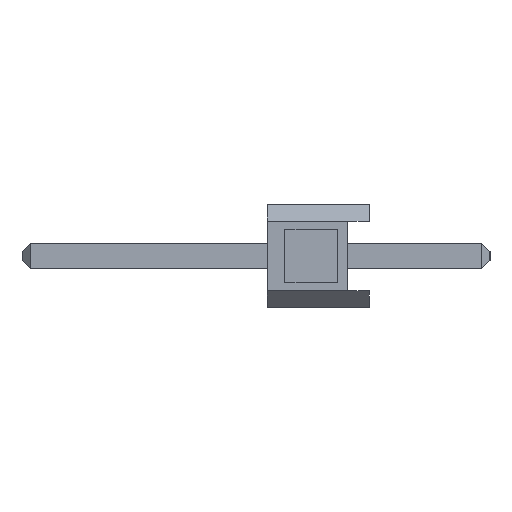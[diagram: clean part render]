
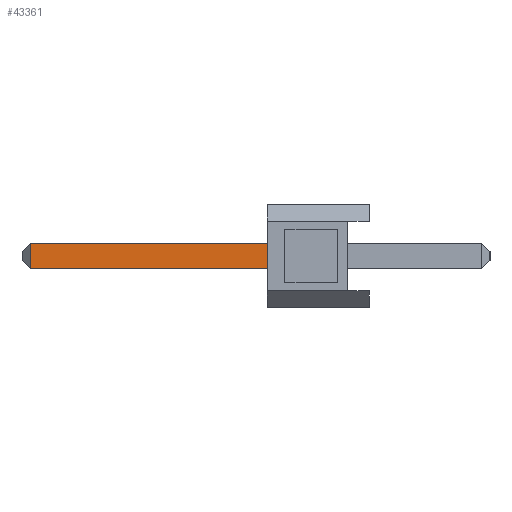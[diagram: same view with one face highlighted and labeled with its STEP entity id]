
A CAD part, left-side view. The second image highlights one B-rep face of the part: STEP entity #43361.
In plain terms, the highlighted planar face has unit normal (-1, 0, 0).
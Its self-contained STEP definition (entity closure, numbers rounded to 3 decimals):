
#655 = VECTOR ( 'NONE', #27051, 1000. ) ;
#1625 = EDGE_LOOP ( 'NONE', ( #19328, #4748, #42130, #25243 ) ) ;
#3166 = PLANE ( 'NONE',  #16730 ) ;
#4748 = ORIENTED_EDGE ( 'NONE', *, *, #23708, .T. ) ;
#6644 = CARTESIAN_POINT ( 'NONE',  ( -0.32, 2.54, 0. ) ) ;
#7071 = FACE_OUTER_BOUND ( 'NONE', #1625, .T. ) ;
#9068 = CARTESIAN_POINT ( 'NONE',  ( -0.32, 8.44, -0.32 ) ) ;
#11196 = DIRECTION ( 'NONE',  ( -1., 0., 0. ) ) ;
#13309 = VERTEX_POINT ( 'NONE', #16257 ) ;
#13522 = EDGE_CURVE ( 'NONE', #17122, #47501, #49333, .T. ) ;
#15478 = VECTOR ( 'NONE', #22046, 1000. ) ;
#16257 = CARTESIAN_POINT ( 'NONE',  ( -0.32, 8.44, 0.32 ) ) ;
#16730 = AXIS2_PLACEMENT_3D ( 'NONE', #26658, #11196, #49824 ) ;
#17081 = VECTOR ( 'NONE', #31841, 1000. ) ;
#17122 = VERTEX_POINT ( 'NONE', #26802 ) ;
#19302 = LINE ( 'NONE', #41643, #655 ) ;
#19328 = ORIENTED_EDGE ( 'NONE', *, *, #38572, .T. ) ;
#21664 = VECTOR ( 'NONE', #40872, 1000. ) ;
#22046 = DIRECTION ( 'NONE',  ( 0., 0., -1. ) ) ;
#23708 = EDGE_CURVE ( 'NONE', #13309, #47501, #36244, .T. ) ;
#25243 = ORIENTED_EDGE ( 'NONE', *, *, #45376, .F. ) ;
#26658 = CARTESIAN_POINT ( 'NONE',  ( -0.32, -3., -0.32 ) ) ;
#26802 = CARTESIAN_POINT ( 'NONE',  ( -0.32, 2.54, -0.32 ) ) ;
#27051 = DIRECTION ( 'NONE',  ( 0., 1., 0. ) ) ;
#28900 = VERTEX_POINT ( 'NONE', #44895 ) ;
#31841 = DIRECTION ( 'NONE',  ( 0., 0., -1. ) ) ;
#32012 = CARTESIAN_POINT ( 'NONE',  ( -0.32, 8.44, -0.32 ) ) ;
#36244 = LINE ( 'NONE', #32012, #17081 ) ;
#36832 = CARTESIAN_POINT ( 'NONE',  ( -0.32, -3., -0.32 ) ) ;
#37043 = LINE ( 'NONE', #6644, #15478 ) ;
#38572 = EDGE_CURVE ( 'NONE', #28900, #13309, #19302, .T. ) ;
#40872 = DIRECTION ( 'NONE',  ( 0., 1., 0. ) ) ;
#41643 = CARTESIAN_POINT ( 'NONE',  ( -0.32, -3., 0.32 ) ) ;
#42130 = ORIENTED_EDGE ( 'NONE', *, *, #13522, .F. ) ;
#43361 = ADVANCED_FACE ( 'NONE', ( #7071 ), #3166, .T. ) ;
#44895 = CARTESIAN_POINT ( 'NONE',  ( -0.32, 2.54, 0.32 ) ) ;
#45376 = EDGE_CURVE ( 'NONE', #28900, #17122, #37043, .T. ) ;
#47501 = VERTEX_POINT ( 'NONE', #9068 ) ;
#49333 = LINE ( 'NONE', #36832, #21664 ) ;
#49824 = DIRECTION ( 'NONE',  ( 0., 0., 1. ) ) ;
